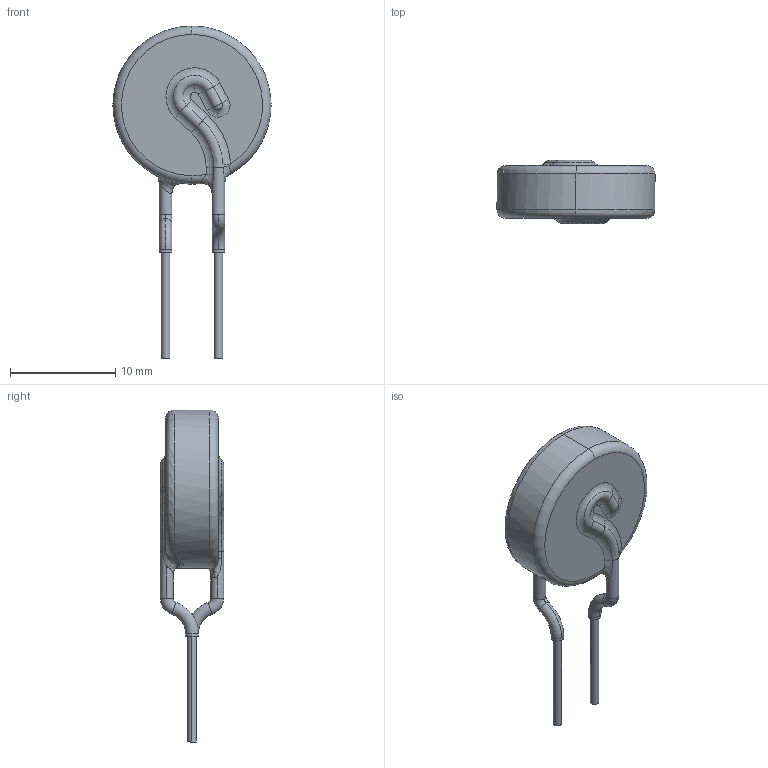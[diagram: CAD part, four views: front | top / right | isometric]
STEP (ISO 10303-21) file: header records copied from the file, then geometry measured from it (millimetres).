
FILE_DESCRIPTION (( 'STEP AP214' ), '1' );
FILE_NAME ('User Library-B57153.STEP', '2020-10-28T10:24:54', ( '' ), ( '' ), 'SwSTEP 2.0', 'SolidWorks 2020', '' );
FILE_SCHEMA (( 'AUTOMOTIVE_DESIGN' ));
Length unit declared in the file: millimetre
Products named in the file (1): User Library-B57153
Bounding box: 15 x 6 x 31.5 mm (x, y, z)
Volume: 916.9 mm3; surface area: 677.1 mm2
Topology: 1 solids, 1 shells, 76 faces, 180 edges, 108 vertices
Faces by surface type: torus 32, cylinder 28, bspline 8, plane 6, sphere 2
Entity records: 3460 total; most frequent: CARTESIAN_POINT 805, DIRECTION 424, ORIENTED_EDGE 360, AXIS2_PLACEMENT_3D 195, EDGE_CURVE 180, CIRCLE 126, VERTEX_POINT 108, UNCERTAINTY_MEASURE_WITH_UNIT 79
